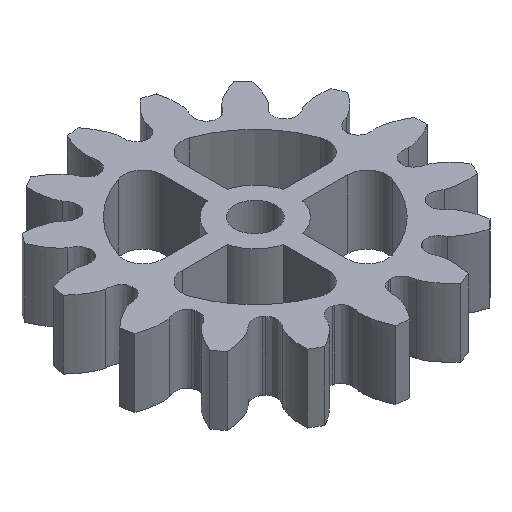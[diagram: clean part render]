
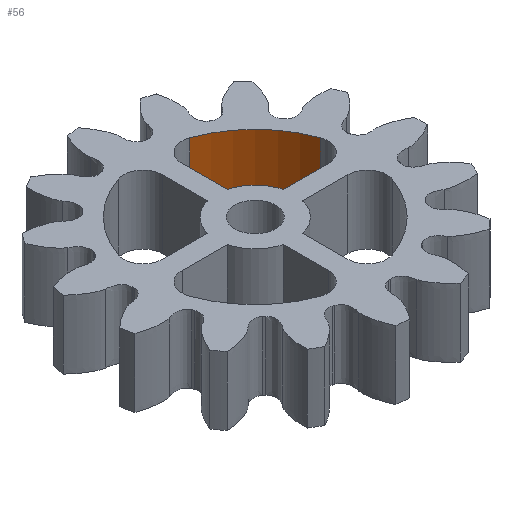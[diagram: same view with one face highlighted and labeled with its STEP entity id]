
A CAD part, isometric view. The second image highlights one B-rep face of the part: STEP entity #56.
In plain terms, the highlighted cylindrical face has radius 11 mm (diameter 22 mm), a partial arc.
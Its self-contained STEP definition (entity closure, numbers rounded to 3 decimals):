
#56=ADVANCED_FACE('',(#241),#243,.F.);
#241=FACE_BOUND('',#242,.T.);
#242=EDGE_LOOP('',(#1200,#1201,#1202,#1203));
#243=CYLINDRICAL_SURFACE('',#244,11.);
#244=AXIS2_PLACEMENT_3D('',#245,#246,#247);
#245=CARTESIAN_POINT('',(0.,0.,0.));
#246=DIRECTION('',(0.,0.,1.));
#247=DIRECTION('',(-1.,0.,0.));
#1200=ORIENTED_EDGE('',*,*,#3676,.F.);
#1201=ORIENTED_EDGE('',*,*,#3535,.F.);
#1202=ORIENTED_EDGE('',*,*,#3677,.F.);
#1203=ORIENTED_EDGE('',*,*,#3646,.F.);
#3535=EDGE_CURVE('',#3979,#3971,#3981,.T.);
#3646=EDGE_CURVE('',#4200,#4203,#4204,.F.);
#3676=EDGE_CURVE('',#3971,#4200,#4250,.T.);
#3677=EDGE_CURVE('',#4203,#3979,#4251,.F.);
#3971=VERTEX_POINT('',#6391);
#3979=VERTEX_POINT('',#6409);
#3981=CIRCLE('',#6414,11.);
#4200=VERTEX_POINT('',#8517);
#4203=VERTEX_POINT('',#8523);
#4204=CIRCLE('',#8524,11.);
#4250=LINE('',#8642,#8643);
#4251=LINE('',#8645,#8646);
#6391=CARTESIAN_POINT('',(3.667,10.371,0.));
#6409=CARTESIAN_POINT('',(10.371,3.667,0.));
#6414=AXIS2_PLACEMENT_3D('',#6415,#6416,#6417);
#6415=CARTESIAN_POINT('',(0.,0.,0.));
#6416=DIRECTION('',(0.,0.,1.));
#6417=DIRECTION('',(0.943,0.333,0.));
#8517=CARTESIAN_POINT('',(3.667,10.371,7.));
#8523=CARTESIAN_POINT('',(10.371,3.667,7.));
#8524=AXIS2_PLACEMENT_3D('',#8525,#8526,#8527);
#8525=CARTESIAN_POINT('',(0.,0.,7.));
#8526=DIRECTION('',(0.,0.,1.));
#8527=DIRECTION('',(0.943,0.333,0.));
#8642=CARTESIAN_POINT('',(3.667,10.371,0.));
#8643=VECTOR('',#8644,1.);
#8644=DIRECTION('',(0.,0.,1.));
#8645=CARTESIAN_POINT('',(10.371,3.667,0.));
#8646=VECTOR('',#8647,1.);
#8647=DIRECTION('',(0.,0.,1.));
